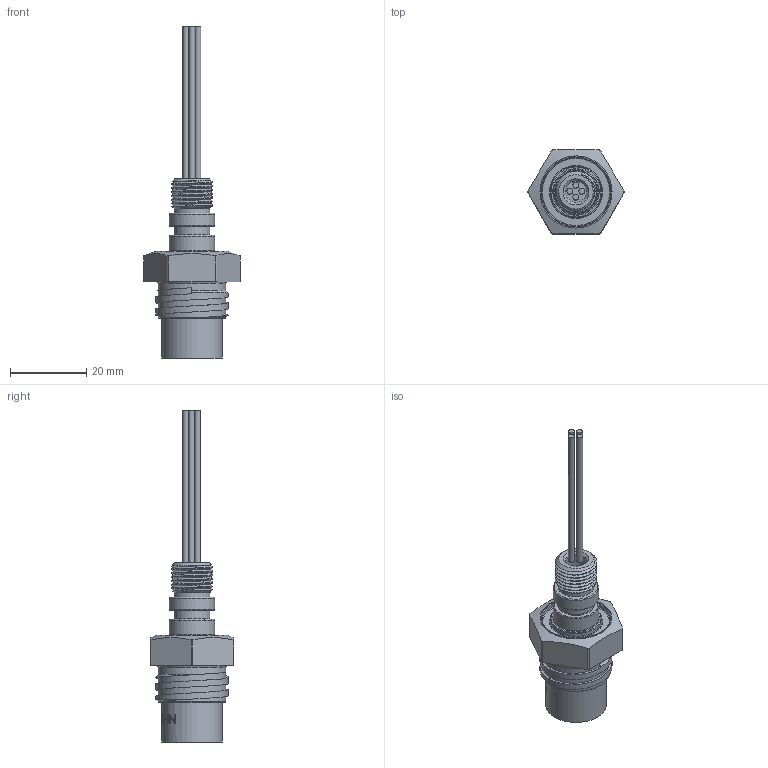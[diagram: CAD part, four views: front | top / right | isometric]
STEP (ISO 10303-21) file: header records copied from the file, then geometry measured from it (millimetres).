
FILE_DESCRIPTION(/* description */ (''),/* implementation_level */ '2;1');
FILE_NAME(/* name */ 'MCBH4F 2 O-ring 22mm Hex.stp',/* time_stamp */ '2014-11-26T13:55:22+01:00',/* author */ ('sh'),/* organization */ (''),/* preprocessor_version */ 'ST-DEVELOPER v15.2',/* originating_system */ 'Autodesk Inventor 2014',/* authorisation */ '');
FILE_SCHEMA (('AUTOMOTIVE_DESIGN { 1 0 10303 214 3 1 1 }'));
Length unit declared in the file: millimetre
Products named in the file (1): MCBH4F 2 O-ring 22mm Hex
Bounding box: 25.24 x 22 x 86.96 mm (x, y, z)
Volume: 8617.4 mm3; surface area: 9713.7 mm2
Topology: 14 solids, 14 shells, 476 faces, 1252 edges, 823 vertices
Faces by surface type: plane 192, cylinder 92, bspline 91, torus 57, cone 44
Full cylindrical faces by diameter (mm): 1.575 x4, 1.981 x1, 2.134 x16, 2.819 x4, 2.896 x4, 3.912 x4, 3.962 x4, 4.013 x4, 4.75 x4, 4.775 x12, 4.826 x4, 5.537 x1, 7.264 x1, 9.322 x1, 9.398 x1, 11.918 x2, 13.5 x1, 15.875 x1, 15.9 x1, 17.704 x1, 17.971 x1
Entity records: 22458 total; most frequent: CARTESIAN_POINT 11669, ORIENTED_EDGE 2082, DIRECTION 1889, EDGE_CURVE 1041, VERTEX_POINT 757, AXIS2_PLACEMENT_3D 737, EDGE_LOOP 660, STYLED_ITEM 477
